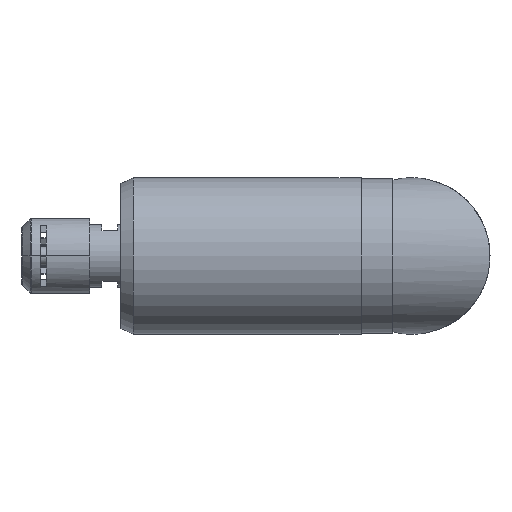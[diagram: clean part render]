
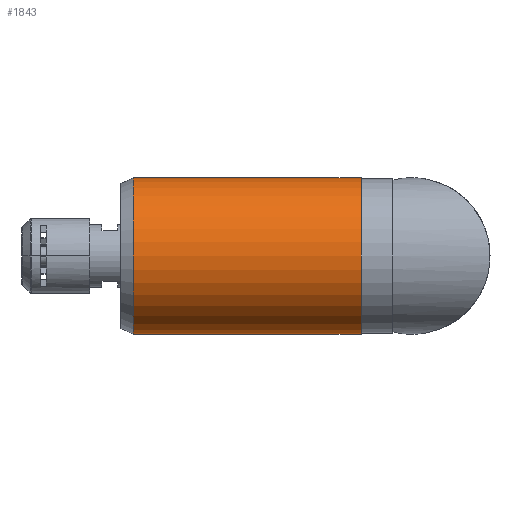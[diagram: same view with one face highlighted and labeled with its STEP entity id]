
A CAD part, left-side view. The second image highlights one B-rep face of the part: STEP entity #1843.
In plain terms, the highlighted cylindrical face has radius 12.5 mm (diameter 25 mm), a partial arc.
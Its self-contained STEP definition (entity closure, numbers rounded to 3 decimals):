
#1774 = EDGE_CURVE ( 'NONE', #1957, #1949, #6498, .T. ) ;
#1789 = VERTEX_POINT ( 'NONE', #6492 ) ;
#1795 = VERTEX_POINT ( 'NONE', #6477 ) ;
#1843 = ADVANCED_FACE ( 'NONE', ( #6341 ), #6352, .T. ) ;
#1844 = ORIENTED_EDGE ( 'NONE', *, *, #1774, .F. ) ;
#1858 = ORIENTED_EDGE ( 'NONE', *, *, #1954, .T. ) ;
#1949 = VERTEX_POINT ( 'NONE', #6631 ) ;
#1954 = EDGE_CURVE ( 'NONE', #1795, #1789, #6797, .T. ) ;
#1957 = VERTEX_POINT ( 'NONE', #6625 ) ;
#2033 = EDGE_LOOP ( 'NONE', ( #1844, #2043, #1858, #2041 ) ) ;
#2041 = ORIENTED_EDGE ( 'NONE', *, *, #2113, .F. ) ;
#2043 = ORIENTED_EDGE ( 'NONE', *, *, #2112, .T. ) ;
#2112 = EDGE_CURVE ( 'NONE', #1957, #1795, #6859, .T. ) ;
#2113 = EDGE_CURVE ( 'NONE', #1949, #1789, #7008, .T. ) ;
#6334 = DIRECTION ( 'NONE',  ( 0., 0., 1. ) ) ;
#6336 = DIRECTION ( 'NONE',  ( 0., 1., 0. ) ) ;
#6341 = FACE_OUTER_BOUND ( 'NONE', #2033, .T. ) ;
#6345 = AXIS2_PLACEMENT_3D ( 'NONE', #6423, #6336, #6334 ) ;
#6352 = CYLINDRICAL_SURFACE ( 'NONE', #6345, 12.5 ) ;
#6423 = CARTESIAN_POINT ( 'NONE',  ( 0., 105.901, 0. ) ) ;
#6477 = CARTESIAN_POINT ( 'NONE',  ( 0., 10.6, 12.5 ) ) ;
#6492 = CARTESIAN_POINT ( 'NONE',  ( 0., 47., 12.5 ) ) ;
#6498 = LINE ( 'NONE', #6553, #6545 ) ;
#6545 = VECTOR ( 'NONE', #6552, 1000. ) ;
#6552 = DIRECTION ( 'NONE',  ( 0., 1., 0. ) ) ;
#6553 = CARTESIAN_POINT ( 'NONE',  ( 0., 105.901, -12.5 ) ) ;
#6625 = CARTESIAN_POINT ( 'NONE',  ( 0., 10.6, -12.5 ) ) ;
#6631 = CARTESIAN_POINT ( 'NONE',  ( 0., 47., -12.5 ) ) ;
#6794 = DIRECTION ( 'NONE',  ( 0., 1., 0. ) ) ;
#6795 = VECTOR ( 'NONE', #6794, 1000. ) ;
#6796 = CARTESIAN_POINT ( 'NONE',  ( 0., 105.901, 12.5 ) ) ;
#6797 = LINE ( 'NONE', #6796, #6795 ) ;
#6859 = CIRCLE ( 'NONE', #6998, 12.5 ) ;
#6987 = DIRECTION ( 'NONE',  ( 0., 0., 1. ) ) ;
#6988 = DIRECTION ( 'NONE',  ( 0., 1., 0. ) ) ;
#6993 = DIRECTION ( 'NONE',  ( 0., 0., 1. ) ) ;
#6994 = DIRECTION ( 'NONE',  ( 0., 1., 0. ) ) ;
#6996 = AXIS2_PLACEMENT_3D ( 'NONE', #6997, #6988, #6987 ) ;
#6997 = CARTESIAN_POINT ( 'NONE',  ( 0., 47., 0. ) ) ;
#6998 = AXIS2_PLACEMENT_3D ( 'NONE', #7009, #6994, #6993 ) ;
#7008 = CIRCLE ( 'NONE', #6996, 12.5 ) ;
#7009 = CARTESIAN_POINT ( 'NONE',  ( 0., 10.6, 0. ) ) ;
